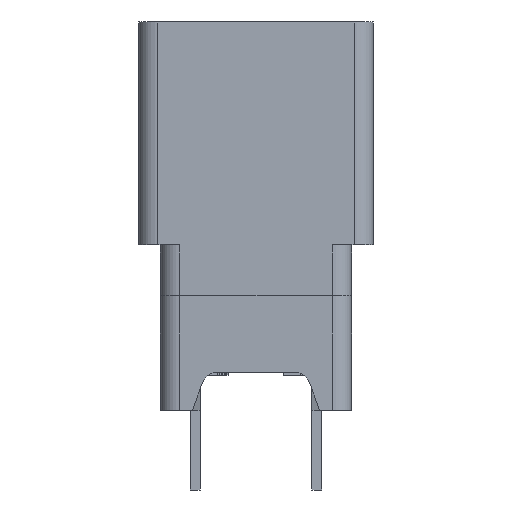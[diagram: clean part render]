
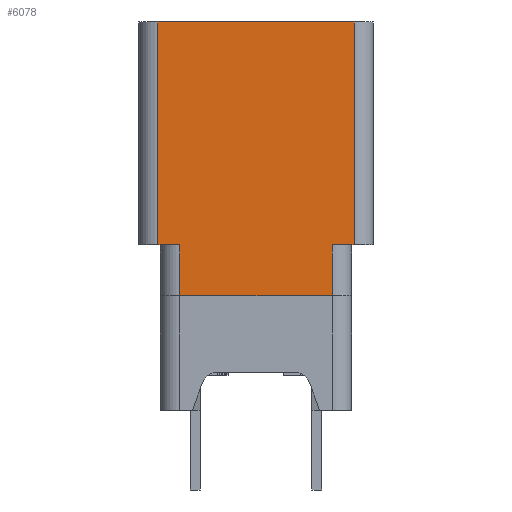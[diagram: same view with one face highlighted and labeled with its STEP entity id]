
A CAD part, left-side view. The second image highlights one B-rep face of the part: STEP entity #6078.
In plain terms, the highlighted planar face has unit normal (-1, 0, 0).
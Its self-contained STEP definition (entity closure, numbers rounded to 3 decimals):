
#3=DIRECTION('',(0.,0.,-1.));
#4=VECTOR('',#3,2.032);
#5=CARTESIAN_POINT('',(-26.162,-3.048,-8.89));
#6=LINE('',#5,#4);
#7=DIRECTION('',(0.,0.,-1.));
#8=VECTOR('',#7,2.032);
#9=CARTESIAN_POINT('',(-26.162,3.048,-8.89));
#10=LINE('',#9,#8);
#11=DIRECTION('',(0.,0.,-1.));
#12=VECTOR('',#11,8.89);
#13=CARTESIAN_POINT('',(-26.162,3.912,0.));
#14=LINE('',#13,#12);
#15=DIRECTION('',(0.,-1.,0.));
#16=VECTOR('',#15,7.823);
#17=CARTESIAN_POINT('',(-26.162,3.912,0.));
#18=LINE('',#17,#16);
#19=DIRECTION('',(0.,0.,1.));
#20=VECTOR('',#19,8.89);
#21=CARTESIAN_POINT('',(-26.162,-3.912,-8.89));
#22=LINE('',#21,#20);
#37=DIRECTION('',(0.,-1.,0.));
#38=VECTOR('',#37,0.864);
#39=CARTESIAN_POINT('',(-26.162,3.912,-8.89));
#40=LINE('',#39,#38);
#41=DIRECTION('',(0.,-1.,0.));
#42=VECTOR('',#41,0.864);
#43=CARTESIAN_POINT('',(-26.162,-3.048,-8.89));
#44=LINE('',#43,#42);
#101=DIRECTION('',(0.,1.,0.));
#102=VECTOR('',#101,6.096);
#103=CARTESIAN_POINT('',(-26.162,-3.048,-10.922));
#104=LINE('',#103,#102);
#5207=CARTESIAN_POINT('',(-26.162,-3.912,0.));
#5209=VERTEX_POINT('',#5207);
#5213=CARTESIAN_POINT('',(-26.162,-3.912,-8.89));
#5214=VERTEX_POINT('',#5213);
#5215=CARTESIAN_POINT('',(-26.162,3.912,-8.89));
#5217=VERTEX_POINT('',#5215);
#5221=CARTESIAN_POINT('',(-26.162,3.912,0.));
#5222=VERTEX_POINT('',#5221);
#5243=CARTESIAN_POINT('',(-26.162,-3.048,-10.922));
#5244=CARTESIAN_POINT('',(-26.162,3.048,-10.922));
#5245=VERTEX_POINT('',#5243);
#5246=VERTEX_POINT('',#5244);
#5256=CARTESIAN_POINT('',(-26.162,3.048,-8.89));
#5258=VERTEX_POINT('',#5256);
#5259=CARTESIAN_POINT('',(-26.162,-3.048,-8.89));
#5261=VERTEX_POINT('',#5259);
#6055=CARTESIAN_POINT('',(-26.162,0.,0.));
#6056=DIRECTION('',(1.,0.,0.));
#6057=DIRECTION('',(0.,-1.,0.));
#6058=AXIS2_PLACEMENT_3D('',#6055,#6056,#6057);
#6059=PLANE('',#6058);
#6061=ORIENTED_EDGE('',*,*,#6060,.F.);
#6063=ORIENTED_EDGE('',*,*,#6062,.T.);
#6065=ORIENTED_EDGE('',*,*,#6064,.T.);
#6067=ORIENTED_EDGE('',*,*,#6066,.F.);
#6069=ORIENTED_EDGE('',*,*,#6068,.F.);
#6071=ORIENTED_EDGE('',*,*,#6070,.F.);
#6073=ORIENTED_EDGE('',*,*,#6072,.T.);
#6075=ORIENTED_EDGE('',*,*,#6074,.F.);
#6076=EDGE_LOOP('',(#6061,#6063,#6065,#6067,#6069,#6071,#6073,#6075));
#6077=FACE_OUTER_BOUND('',#6076,.F.);
#6060=EDGE_CURVE('',#5261,#5214,#44,.T.);
#6062=EDGE_CURVE('',#5261,#5245,#6,.T.);
#6064=EDGE_CURVE('',#5245,#5246,#104,.T.);
#6066=EDGE_CURVE('',#5258,#5246,#10,.T.);
#6068=EDGE_CURVE('',#5217,#5258,#40,.T.);
#6070=EDGE_CURVE('',#5222,#5217,#14,.T.);
#6072=EDGE_CURVE('',#5222,#5209,#18,.T.);
#6074=EDGE_CURVE('',#5214,#5209,#22,.T.);
#6078=ADVANCED_FACE('',(#6077),#6059,.F.);
